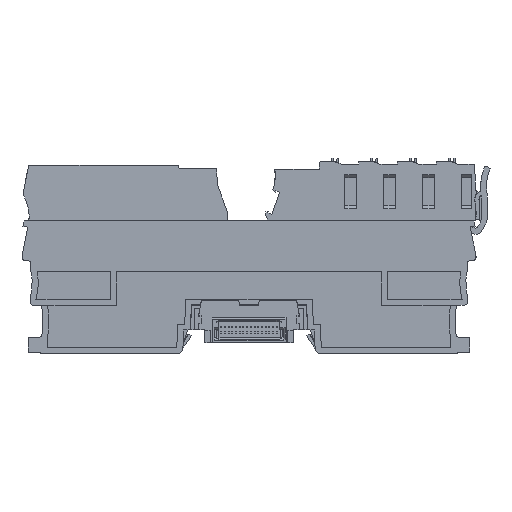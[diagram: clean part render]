
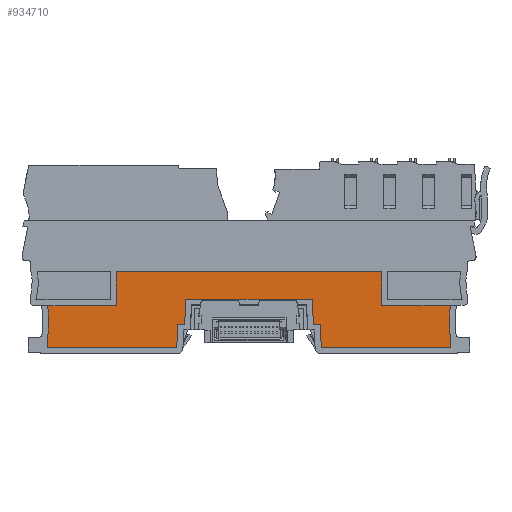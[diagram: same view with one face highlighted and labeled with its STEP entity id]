
A CAD part, left-side view. The second image highlights one B-rep face of the part: STEP entity #934710.
In plain terms, the highlighted face is planar.
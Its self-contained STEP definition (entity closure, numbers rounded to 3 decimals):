
#931320=CARTESIAN_POINT('',(58.916,13.513,
-31.));
#931330=VERTEX_POINT('',#931320);
#931360=CARTESIAN_POINT('',(-21.276,3.666,
-31.));
#931370=DIRECTION('',(0.993,0.122,
0.));
#931380=VECTOR('',#931370,1.);
#931390=LINE('',#931360,#931380);
#931400=CARTESIAN_POINT('',(77.304,15.77,
-31.));
#931410=VERTEX_POINT('',#931400);
#931420=EDGE_CURVE('',#931330,#931410,#931390,.T.);
#931710=CARTESIAN_POINT('',(-30.439,2.541,
-31.));
#931720=VERTEX_POINT('',#931710);
#931750=CARTESIAN_POINT('',(-21.276,3.666,
-31.));
#931760=DIRECTION('',(-0.993,-0.122,
0.));
#931770=VECTOR('',#931760,1.);
#931780=LINE('',#931750,#931770);
#931790=CARTESIAN_POINT('',(-12.051,4.799,
-31.));
#931800=VERTEX_POINT('',#931790);
#931810=EDGE_CURVE('',#931800,#931720,#931780,.T.);
#932060=CARTESIAN_POINT('',(-15.98,36.797,
-31.));
#932070=DIRECTION('',(-0.122,0.993,
0.));
#932080=VECTOR('',#932070,1.);
#932090=LINE('',#932060,#932080);
#932100=CARTESIAN_POINT('',(-13.16,13.831,
-31.));
#932110=VERTEX_POINT('',#932100);
#932120=EDGE_CURVE('',#931800,#932110,#932090,.T.);
#932410=CARTESIAN_POINT('',(57.807,22.545,
-31.));
#932420=VERTEX_POINT('',#932410);
#932470=CARTESIAN_POINT('',(-22.385,12.698,
-31.));
#932480=DIRECTION('',(-0.993,-0.122,
0.));
#932490=VECTOR('',#932480,1.);
#932500=LINE('',#932470,#932490);
#932510=EDGE_CURVE('',#932420,#932110,#932500,.T.);
#932680=CARTESIAN_POINT('',(-19.887,-7.649,
-31.));
#932690=DIRECTION('',(-0.993,-0.122,
0.));
#932700=VECTOR('',#932690,1.);
#932710=LINE('',#932680,#932700);
#932720=CARTESIAN_POINT('',(5.499,-4.532,
-31.));
#932730=VERTEX_POINT('',#932720);
#932740=CARTESIAN_POINT('',(-29.173,-8.789,
-31.));
#932750=VERTEX_POINT('',#932740);
#932760=EDGE_CURVE('',#932730,#932750,#932710,.T.);
#933110=CARTESIAN_POINT('',(6.842,2.081,
-31.));
#933120=VERTEX_POINT('',#933110);
#933150=CARTESIAN_POINT('',(-20.667,-1.297,
-31.));
#933160=DIRECTION('',(0.993,0.122,
0.));
#933170=VECTOR('',#933160,1.);
#933180=LINE('',#933150,#933170);
#933190=CARTESIAN_POINT('',(4.94,1.848,
-31.));
#933200=VERTEX_POINT('',#933190);
#933210=EDGE_CURVE('',#933200,#933120,#933180,.T.);
#933480=CARTESIAN_POINT('',(40.185,12.976,
-31.));
#933490=VERTEX_POINT('',#933480);
#933520=CARTESIAN_POINT('',(-21.49,5.403,
-31.));
#933530=DIRECTION('',(-0.993,-0.122,
0.));
#933540=VECTOR('',#933530,1.);
#933550=LINE('',#933520,#933540);
#933560=CARTESIAN_POINT('',(6.253,8.81,
-31.));
#933570=VERTEX_POINT('',#933560);
#933580=EDGE_CURVE('',#933490,#933570,#933550,.T.);
#933770=CARTESIAN_POINT('',(69.11,5.471,
-31.));
#933780=DIRECTION('',(0.,0.,1.));
#933790=DIRECTION('',(0.993,0.122,
0.));
#933800=AXIS2_PLACEMENT_3D('',#933770,#933780,#933790);
#933810=PLANE('',#933800);
#933820=CARTESIAN_POINT('',(-19.887,-7.649,
-31.));
#933830=DIRECTION('',(0.993,0.122,
0.));
#933840=VECTOR('',#933830,1.);
#933850=LINE('',#933820,#933840);
#933860=CARTESIAN_POINT('',(44.145,0.213,
-31.));
#933870=VERTEX_POINT('',#933860);
#933880=CARTESIAN_POINT('',(78.817,4.47,
-31.));
#933890=VERTEX_POINT('',#933880);
#933900=EDGE_CURVE('',#933870,#933890,#933850,.T.);
#933910=ORIENTED_EDGE('',*,*,#933900,.F.);
#933920=CARTESIAN_POINT('',(73.498,47.784,
-31.));
#933930=DIRECTION('',(-0.122,0.993,
0.));
#933940=VECTOR('',#933930,1.);
#933950=LINE('',#933920,#933940);
#933960=CARTESIAN_POINT('',(78.581,6.387,
-31.));
#933970=VERTEX_POINT('',#933960);
#933980=EDGE_CURVE('',#933890,#933970,#933950,.T.);
#933990=ORIENTED_EDGE('',*,*,#933980,.F.);
#934000=CARTESIAN_POINT('',(110.904,15.564,
-31.));
#934010=DIRECTION('',(0.,0.,-1.));
#934020=DIRECTION('',(0.993,0.122,
0.));
#934030=AXIS2_PLACEMENT_3D('',#934000,#934010,#934020);
#934040=CIRCLE('',#934030,33.6);
#934050=EDGE_CURVE('',#933970,#931410,#934040,.T.);
#934060=ORIENTED_EDGE('',*,*,#934050,.F.);
#934070=ORIENTED_EDGE('',*,*,#931420,.T.);
#934080=CARTESIAN_POINT('',(54.987,45.511,
-31.));
#934090=DIRECTION('',(-0.122,0.993,
0.));
#934100=VECTOR('',#934090,1.);
#934110=LINE('',#934080,#934100);
#934120=EDGE_CURVE('',#931330,#932420,#934110,.T.);
#934130=ORIENTED_EDGE('',*,*,#934120,.F.);
#934140=ORIENTED_EDGE('',*,*,#932510,.F.);
#934150=ORIENTED_EDGE('',*,*,#932120,.T.);
#934160=ORIENTED_EDGE('',*,*,#931810,.F.);
#934170=CARTESIAN_POINT('',(-62.99,-5.788,
-31.));
#934180=DIRECTION('',(0.,0.,1.));
#934190=DIRECTION('',(-0.993,-0.122,
0.));
#934200=AXIS2_PLACEMENT_3D('',#934170,#934180,#934190);
#934210=CIRCLE('',#934200,33.6);
#934220=CARTESIAN_POINT('',(-29.408,-6.872,
-31.));
#934230=VERTEX_POINT('',#934220);
#934240=EDGE_CURVE('',#934230,#931720,#934210,.T.);
#934250=ORIENTED_EDGE('',*,*,#934240,.T.);
#934260=CARTESIAN_POINT('',(-34.491,34.524,
-31.));
#934270=DIRECTION('',(-0.122,0.993,
0.));
#934280=VECTOR('',#934270,1.);
#934290=LINE('',#934260,#934280);
#934300=EDGE_CURVE('',#932750,#934230,#934290,.T.);
#934310=ORIENTED_EDGE('',*,*,#934300,.T.);
#934320=ORIENTED_EDGE('',*,*,#932760,.T.);
#934330=CARTESIAN_POINT('',(1.693,38.967,
-31.));
#934340=DIRECTION('',(0.087,-0.996,
0.));
#934350=VECTOR('',#934340,1.);
#934360=LINE('',#934330,#934350);
#934370=EDGE_CURVE('',#933200,#932730,#934360,.T.);
#934380=ORIENTED_EDGE('',*,*,#934370,.T.);
#934390=ORIENTED_EDGE('',*,*,#933210,.F.);
#934400=CARTESIAN_POINT('',(3.595,39.201,
-31.));
#934410=DIRECTION('',(0.087,-0.996,
0.));
#934420=VECTOR('',#934410,1.);
#934430=LINE('',#934400,#934420);
#934440=EDGE_CURVE('',#933570,#933120,#934430,.T.);
#934450=ORIENTED_EDGE('',*,*,#934440,.T.);
#934460=ORIENTED_EDGE('',*,*,#933580,.T.);
#934470=CARTESIAN_POINT('',(35.413,43.107,
-31.));
#934480=DIRECTION('',(0.156,-0.988,
0.));
#934490=VECTOR('',#934480,1.);
#934500=LINE('',#934470,#934490);
#934510=CARTESIAN_POINT('',(41.242,6.305,
-31.));
#934520=VERTEX_POINT('',#934510);
#934530=EDGE_CURVE('',#933490,#934520,#934500,.T.);
#934540=ORIENTED_EDGE('',*,*,#934530,.F.);
#934550=CARTESIAN_POINT('',(-20.667,-1.297,
-31.));
#934560=DIRECTION('',(0.993,0.122,
0.));
#934570=VECTOR('',#934560,1.);
#934580=LINE('',#934550,#934570);
#934590=CARTESIAN_POINT('',(43.144,6.538,
-31.));
#934600=VERTEX_POINT('',#934590);
#934610=EDGE_CURVE('',#934520,#934600,#934580,.T.);
#934620=ORIENTED_EDGE('',*,*,#934610,.F.);
#934630=CARTESIAN_POINT('',(37.315,43.341,
-31.));
#934640=DIRECTION('',(0.156,-0.988,
0.));
#934650=VECTOR('',#934640,1.);
#934660=LINE('',#934630,#934650);
#934670=EDGE_CURVE('',#934600,#933870,#934660,.T.);
#934680=ORIENTED_EDGE('',*,*,#934670,.F.);
#934690=EDGE_LOOP('',(#934680,#934620,#934540,#934460,#934450,#934390,
#934380,#934320,#934310,#934250,#934160,#934150,#934140,#934130,#934070,
#934060,#933990,#933910));
#934700=FACE_OUTER_BOUND('',#934690,.T.);
#934710=ADVANCED_FACE('',(#934700),#933810,.F.);
